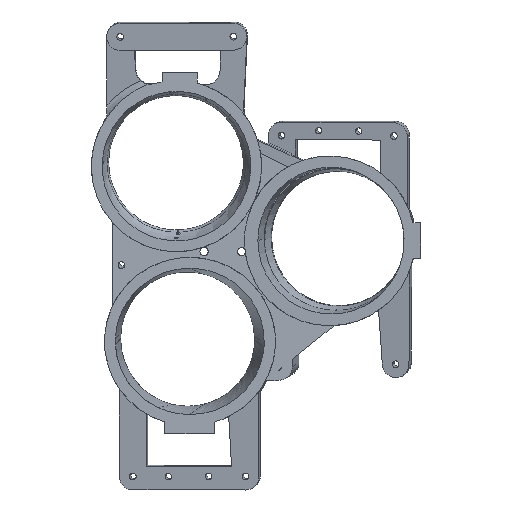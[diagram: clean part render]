
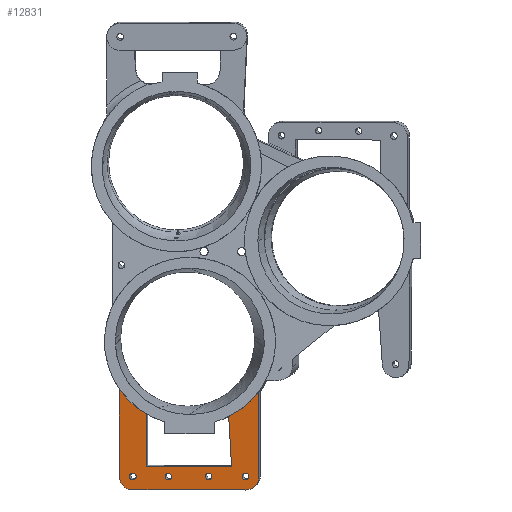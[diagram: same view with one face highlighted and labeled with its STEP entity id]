
A CAD part, front view. The second image highlights one B-rep face of the part: STEP entity #12831.
In plain terms, the highlighted planar face has unit normal (-0.102, -0.992, -0.071).
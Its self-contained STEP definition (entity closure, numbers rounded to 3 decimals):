
#1044=DIRECTION('',(0.,0.071,-0.997));
#1045=VECTOR('',#1044,36.661);
#1046=CARTESIAN_POINT('',(-26.153,42.25,
-13.456));
#1047=LINE('',#1046,#1045);
#1083=CARTESIAN_POINT('',(-16.206,41.973,
-23.945));
#1084=CARTESIAN_POINT('',(-17.192,42.03,
-23.319));
#1085=CARTESIAN_POINT('',(-19.12,42.131,
-21.939));
#1086=CARTESIAN_POINT('',(-21.928,42.235,
-19.343));
#1087=CARTESIAN_POINT('',(-24.351,42.275,
-16.404));
#1088=CARTESIAN_POINT('',(-25.597,42.263,
-14.445));
#1089=CARTESIAN_POINT('',(-26.153,42.25,
-13.456));
#4312=CARTESIAN_POINT('',(25.572,36.878,-13.021));
#4314=CARTESIAN_POINT('',(25.572,36.878,-13.021));
#4315=CARTESIAN_POINT('',(24.958,37.024,-14.172));
#4316=CARTESIAN_POINT('',(23.571,37.327,-16.416));
#4317=CARTESIAN_POINT('',(20.829,37.846,-19.704));
#4318=CARTESIAN_POINT('',(17.702,38.368,-22.484));
#4319=CARTESIAN_POINT('',(15.405,38.714,-24.012));
#4320=CARTESIAN_POINT('',(14.202,38.887,-24.697));
#4322=CARTESIAN_POINT('',(14.202,38.887,-24.697));
#4342=CARTESIAN_POINT('',(6.91,41.45,-49.987));
#4343=DIRECTION('',(-0.102,-0.992,-0.071));
#4344=DIRECTION('',(-0.995,0.102,0.007));
#4345=AXIS2_PLACEMENT_3D('',#4342,#4343,#4344);
#4347=CARTESIAN_POINT('',(6.91,41.45,-49.987));
#4348=DIRECTION('',(-0.102,-0.992,-0.071));
#4349=DIRECTION('',(0.995,-0.102,-0.007));
#4350=AXIS2_PLACEMENT_3D('',#4347,#4348,#4349);
#4352=CARTESIAN_POINT('',(-8.011,43.003,
-50.156));
#4353=DIRECTION('',(-0.102,-0.992,-0.071));
#4354=DIRECTION('',(-0.995,0.102,0.007));
#4355=AXIS2_PLACEMENT_3D('',#4352,#4353,#4354);
#4357=CARTESIAN_POINT('',(-8.011,43.003,
-50.156));
#4358=DIRECTION('',(-0.102,-0.992,-0.071));
#4359=DIRECTION('',(0.995,-0.102,-0.007));
#4360=AXIS2_PLACEMENT_3D('',#4357,#4358,#4359);
#4362=CARTESIAN_POINT('',(-21.18,44.355,
-50.06));
#4363=DIRECTION('',(0.102,0.992,0.071));
#4364=DIRECTION('',(0.995,-0.102,-0.007));
#4365=AXIS2_PLACEMENT_3D('',#4362,#4363,#4364);
#4367=CARTESIAN_POINT('',(-21.18,44.355,
-50.06));
#4368=DIRECTION('',(0.102,0.992,0.071));
#4369=DIRECTION('',(-0.995,0.102,0.007));
#4370=AXIS2_PLACEMENT_3D('',#4367,#4368,#4369);
#4372=CARTESIAN_POINT('',(20.599,40.044,-50.088));
#4373=DIRECTION('',(0.102,0.992,0.071));
#4374=DIRECTION('',(0.995,-0.102,-0.007));
#4375=AXIS2_PLACEMENT_3D('',#4372,#4373,#4374);
#4377=CARTESIAN_POINT('',(20.599,40.044,-50.088));
#4378=DIRECTION('',(0.102,0.992,0.071));
#4379=DIRECTION('',(-0.995,0.102,0.007));
#4380=AXIS2_PLACEMENT_3D('',#4377,#4378,#4379);
#4382=DIRECTION('',(0.,-0.071,0.997));
#4383=VECTOR('',#4382,31.44);
#4384=CARTESIAN_POINT('',(25.572,39.533,-50.124));
#4385=LINE('',#4384,#4383);
#4386=CARTESIAN_POINT('',(20.599,40.044,-50.088));
#4387=DIRECTION('',(-0.102,-0.992,-0.071));
#4388=DIRECTION('',(0.,0.071,-0.997));
#4389=AXIS2_PLACEMENT_3D('',#4386,#4387,#4388);
#4391=DIRECTION('',(-0.995,0.103,0.001));
#4392=VECTOR('',#4391,41.967);
#4393=CARTESIAN_POINT('',(20.599,40.401,-55.075));
#4394=LINE('',#4393,#4392);
#4395=CARTESIAN_POINT('',(-21.18,44.355,
-50.06));
#4396=DIRECTION('',(-0.102,-0.992,-0.071));
#4397=DIRECTION('',(-0.995,0.102,0.007));
#4398=AXIS2_PLACEMENT_3D('',#4395,#4396,#4397);
#4400=DIRECTION('',(0.995,-0.102,-0.007));
#4401=VECTOR('',#4400,31.793);
#4402=CARTESIAN_POINT('',(-16.206,43.572,
-46.292));
#4403=LINE('',#4402,#4401);
#4404=DIRECTION('',(0.056,0.066,-0.996));
#4405=VECTOR('',#4404,21.909);
#4406=CARTESIAN_POINT('',(14.202,38.887,-24.697));
#4407=LINE('',#4406,#4405);
#4408=DIRECTION('',(0.,0.071,-0.997));
#4409=VECTOR('',#4408,5.759);
#4410=CARTESIAN_POINT('',(25.572,36.878,-13.021));
#4411=LINE('',#4410,#4409);
#4448=DIRECTION('',(0.,-0.071,0.997));
#4449=VECTOR('',#4448,22.405);
#4450=CARTESIAN_POINT('',(-16.206,43.572,
-46.292));
#4451=LINE('',#4450,#4449);
#4514=CARTESIAN_POINT('',(-19.936,44.228,
-50.069));
#4515=CARTESIAN_POINT('',(-22.423,44.483,
-50.05));
#4516=VERTEX_POINT('',#4514);
#4517=VERTEX_POINT('',#4515);
#4518=CARTESIAN_POINT('',(21.842,39.916,-50.097));
#4519=CARTESIAN_POINT('',(19.355,40.172,-50.079));
#4520=VERTEX_POINT('',#4518);
#4521=VERTEX_POINT('',#4519);
#4523=CARTESIAN_POINT('',(25.572,39.533,-50.124));
#4525=VERTEX_POINT('',#4523);
#4526=CARTESIAN_POINT('',(-26.153,44.866,
-50.023));
#4527=VERTEX_POINT('',#4526);
#4528=VERTEX_POINT('',#4322);
#4739=VERTEX_POINT('',#1083);
#4740=VERTEX_POINT('',#1089);
#4745=CARTESIAN_POINT('',(15.42,40.324,-46.525));
#4747=VERTEX_POINT('',#4745);
#4749=CARTESIAN_POINT('',(20.599,40.401,-55.075));
#4751=VERTEX_POINT('',#4749);
#4753=CARTESIAN_POINT('',(-16.206,43.572,
-46.292));
#4755=VERTEX_POINT('',#4753);
#4757=CARTESIAN_POINT('',(-21.146,44.709,
-55.047));
#4759=VERTEX_POINT('',#4757);
#4768=CARTESIAN_POINT('',(-9.215,43.126,
-50.148));
#4769=CARTESIAN_POINT('',(-6.807,42.879,
-50.165));
#4770=VERTEX_POINT('',#4768);
#4771=VERTEX_POINT('',#4769);
#4772=CARTESIAN_POINT('',(5.706,41.574,-49.978));
#4773=CARTESIAN_POINT('',(8.115,41.326,-49.996));
#4774=VERTEX_POINT('',#4772);
#4775=VERTEX_POINT('',#4773);
#5038=VERTEX_POINT('',#4312);
#5039=CARTESIAN_POINT('',(25.572,37.289,-18.765));
#5040=VERTEX_POINT('',#5039);
#12786=CARTESIAN_POINT('',(3.922,37.987,2.718));
#12787=DIRECTION('',(-0.102,-0.992,-0.071));
#12788=DIRECTION('',(0.995,-0.102,-0.007));
#12789=AXIS2_PLACEMENT_3D('',#12786,#12787,#12788);
#12790=PLANE('',#12789);
#12791=ORIENTED_EDGE('',*,*,#6494,.F.);
#12792=ORIENTED_EDGE('',*,*,#6506,.F.);
#12793=ORIENTED_EDGE('',*,*,#6522,.T.);
#12794=ORIENTED_EDGE('',*,*,#6536,.F.);
#12795=ORIENTED_EDGE('',*,*,#6552,.F.);
#12796=ORIENTED_EDGE('',*,*,#6632,.F.);
#12798=ORIENTED_EDGE('',*,*,#12797,.F.);
#12800=ORIENTED_EDGE('',*,*,#12799,.T.);
#12802=ORIENTED_EDGE('',*,*,#12801,.F.);
#12803=ORIENTED_EDGE('',*,*,#12763,.F.);
#12804=ORIENTED_EDGE('',*,*,#12780,.T.);
#12805=EDGE_LOOP('',(#12791,#12792,#12793,#12794,#12795,#12796,#12798,#12800,
#12802,#12803,#12804));
#12806=FACE_OUTER_BOUND('',#12805,.F.);
#12808=ORIENTED_EDGE('',*,*,#12807,.T.);
#12810=ORIENTED_EDGE('',*,*,#12809,.T.);
#12811=EDGE_LOOP('',(#12808,#12810));
#12812=FACE_BOUND('',#12811,.F.);
#12814=ORIENTED_EDGE('',*,*,#12813,.F.);
#12816=ORIENTED_EDGE('',*,*,#12815,.F.);
#12817=EDGE_LOOP('',(#12814,#12816));
#12818=FACE_BOUND('',#12817,.F.);
#12820=ORIENTED_EDGE('',*,*,#12819,.F.);
#12822=ORIENTED_EDGE('',*,*,#12821,.F.);
#12823=EDGE_LOOP('',(#12820,#12822));
#12824=FACE_BOUND('',#12823,.F.);
#12826=ORIENTED_EDGE('',*,*,#12825,.T.);
#12828=ORIENTED_EDGE('',*,*,#12827,.T.);
#12829=EDGE_LOOP('',(#12826,#12828));
#12830=FACE_BOUND('',#12829,.F.);
#12831=ADVANCED_FACE('',(#12806,#12812,#12818,#12824,#12830),#12790,.T.);
#1090=B_SPLINE_CURVE_WITH_KNOTS('',3,(#1083,#1084,#1085,#1086,#1087,#1088,
#1089),.UNSPECIFIED.,.F.,.F.,(4,1,1,1,4),(0.,0.25,0.5,0.75,1.),
.UNSPECIFIED.);
#4321=B_SPLINE_CURVE_WITH_KNOTS('',3,(#4314,#4315,#4316,#4317,#4318,#4319,
#4320),.UNSPECIFIED.,.F.,.F.,(4,1,1,1,4),(0.,0.25,0.5,0.75,1.),
.UNSPECIFIED.);
#4346=CIRCLE('',#4345,1.211);
#4351=CIRCLE('',#4350,1.211);
#4356=CIRCLE('',#4355,1.211);
#4361=CIRCLE('',#4360,1.211);
#4366=CIRCLE('',#4365,1.25);
#4371=CIRCLE('',#4370,1.25);
#4376=CIRCLE('',#4375,1.25);
#4381=CIRCLE('',#4380,1.25);
#4390=CIRCLE('',#4389,5.);
#4399=CIRCLE('',#4398,5.);
#6494=EDGE_CURVE('',#4525,#5040,#4385,.T.);
#6506=EDGE_CURVE('',#4751,#4525,#4390,.T.);
#6522=EDGE_CURVE('',#4751,#4759,#4394,.T.);
#6536=EDGE_CURVE('',#4527,#4759,#4399,.T.);
#6552=EDGE_CURVE('',#4740,#4527,#1047,.T.);
#6632=EDGE_CURVE('',#4739,#4740,#1090,.T.);
#12763=EDGE_CURVE('',#5038,#4528,#4321,.T.);
#12780=EDGE_CURVE('',#5038,#5040,#4411,.T.);
#12797=EDGE_CURVE('',#4755,#4739,#4451,.T.);
#12799=EDGE_CURVE('',#4755,#4747,#4403,.T.);
#12801=EDGE_CURVE('',#4528,#4747,#4407,.T.);
#12807=EDGE_CURVE('',#4770,#4771,#4356,.T.);
#12809=EDGE_CURVE('',#4771,#4770,#4361,.T.);
#12813=EDGE_CURVE('',#4516,#4517,#4366,.T.);
#12815=EDGE_CURVE('',#4517,#4516,#4371,.T.);
#12819=EDGE_CURVE('',#4520,#4521,#4376,.T.);
#12821=EDGE_CURVE('',#4521,#4520,#4381,.T.);
#12825=EDGE_CURVE('',#4774,#4775,#4346,.T.);
#12827=EDGE_CURVE('',#4775,#4774,#4351,.T.);
